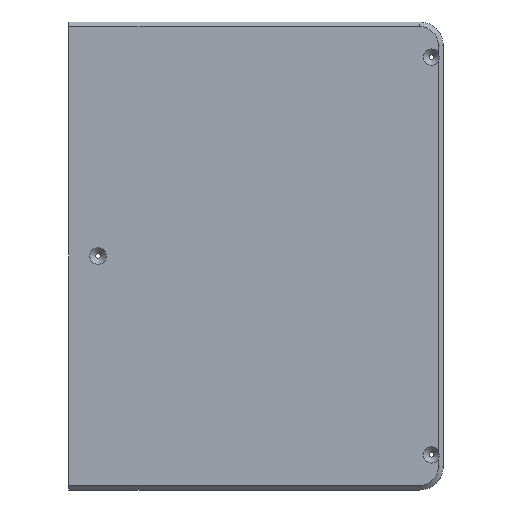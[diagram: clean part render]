
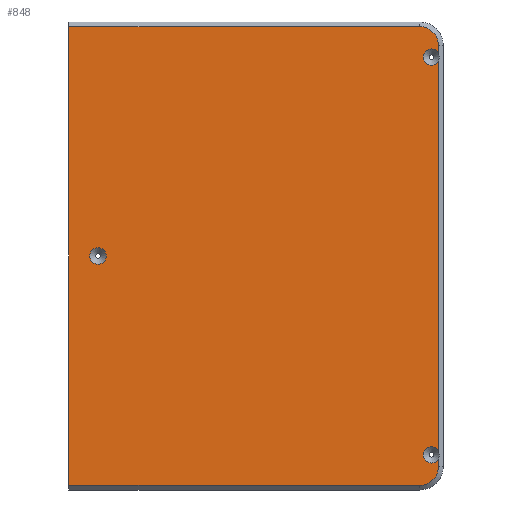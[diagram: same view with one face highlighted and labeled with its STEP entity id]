
A CAD part, front view. The second image highlights one B-rep face of the part: STEP entity #848.
In plain terms, the highlighted planar face has unit normal (0, -1, 0).
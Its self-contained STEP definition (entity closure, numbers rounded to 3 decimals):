
#50=FACE_BOUND('',#185,.T.);
#71=CIRCLE('',#922,8.);
#72=CIRCLE('',#923,3.5);
#73=CIRCLE('',#924,3.5);
#74=CIRCLE('',#925,3.5);
#75=CIRCLE('',#926,3.5);
#76=CIRCLE('',#927,8.);
#77=CIRCLE('',#928,3.5);
#125=FACE_OUTER_BOUND('',#184,.T.);
#184=EDGE_LOOP('',(#589,#590,#591,#592,#593,#594,#595,#596,#597,#598,#599,
#600));
#185=EDGE_LOOP('',(#601));
#268=LINE('',#1326,#328);
#273=LINE('',#1336,#333);
#274=LINE('',#1340,#334);
#275=LINE('',#1346,#335);
#276=LINE('',#1352,#336);
#277=LINE('',#1355,#337);
#328=VECTOR('',#1039,10.);
#333=VECTOR('',#1046,10.);
#334=VECTOR('',#1049,10.);
#335=VECTOR('',#1054,10.);
#336=VECTOR('',#1059,10.);
#337=VECTOR('',#1062,10.);
#388=VERTEX_POINT('',#1323);
#389=VERTEX_POINT('',#1325);
#393=VERTEX_POINT('',#1335);
#394=VERTEX_POINT('',#1337);
#395=VERTEX_POINT('',#1339);
#396=VERTEX_POINT('',#1341);
#397=VERTEX_POINT('',#1343);
#398=VERTEX_POINT('',#1345);
#399=VERTEX_POINT('',#1347);
#400=VERTEX_POINT('',#1349);
#401=VERTEX_POINT('',#1351);
#402=VERTEX_POINT('',#1353);
#403=VERTEX_POINT('',#1356);
#465=EDGE_CURVE('',#389,#388,#268,.T.);
#470=EDGE_CURVE('',#393,#388,#273,.T.);
#471=EDGE_CURVE('',#394,#393,#71,.T.);
#472=EDGE_CURVE('',#395,#394,#274,.T.);
#473=EDGE_CURVE('',#395,#396,#72,.T.);
#474=EDGE_CURVE('',#396,#397,#73,.T.);
#475=EDGE_CURVE('',#398,#397,#275,.T.);
#476=EDGE_CURVE('',#398,#399,#74,.T.);
#477=EDGE_CURVE('',#399,#400,#75,.T.);
#478=EDGE_CURVE('',#401,#400,#276,.T.);
#479=EDGE_CURVE('',#402,#401,#76,.T.);
#480=EDGE_CURVE('',#389,#402,#277,.T.);
#481=EDGE_CURVE('',#403,#403,#77,.T.);
#589=ORIENTED_EDGE('',*,*,#465,.T.);
#590=ORIENTED_EDGE('',*,*,#470,.F.);
#591=ORIENTED_EDGE('',*,*,#471,.F.);
#592=ORIENTED_EDGE('',*,*,#472,.F.);
#593=ORIENTED_EDGE('',*,*,#473,.T.);
#594=ORIENTED_EDGE('',*,*,#474,.T.);
#595=ORIENTED_EDGE('',*,*,#475,.F.);
#596=ORIENTED_EDGE('',*,*,#476,.T.);
#597=ORIENTED_EDGE('',*,*,#477,.T.);
#598=ORIENTED_EDGE('',*,*,#478,.F.);
#599=ORIENTED_EDGE('',*,*,#479,.F.);
#600=ORIENTED_EDGE('',*,*,#480,.F.);
#601=ORIENTED_EDGE('',*,*,#481,.T.);
#818=PLANE('',#921);
#848=ADVANCED_FACE('',(#125,#50),#818,.T.);
#921=AXIS2_PLACEMENT_3D('',#1334,#1044,#1045);
#922=AXIS2_PLACEMENT_3D('',#1338,#1047,#1048);
#923=AXIS2_PLACEMENT_3D('',#1342,#1050,#1051);
#924=AXIS2_PLACEMENT_3D('',#1344,#1052,#1053);
#925=AXIS2_PLACEMENT_3D('',#1348,#1055,#1056);
#926=AXIS2_PLACEMENT_3D('',#1350,#1057,#1058);
#927=AXIS2_PLACEMENT_3D('',#1354,#1060,#1061);
#928=AXIS2_PLACEMENT_3D('',#1357,#1063,#1064);
#1039=DIRECTION('',(0.,0.,-1.));
#1044=DIRECTION('center_axis',(0.,-1.,0.));
#1045=DIRECTION('ref_axis',(1.,0.,0.));
#1046=DIRECTION('',(-1.,0.,0.));
#1047=DIRECTION('center_axis',(0.,1.,0.));
#1048=DIRECTION('ref_axis',(0.,0.,-1.));
#1049=DIRECTION('',(0.,0.,-1.));
#1050=DIRECTION('center_axis',(0.,1.,0.));
#1051=DIRECTION('ref_axis',(1.,0.,0.));
#1052=DIRECTION('center_axis',(0.,1.,0.));
#1053=DIRECTION('ref_axis',(1.,0.,0.));
#1054=DIRECTION('',(0.,0.,-1.));
#1055=DIRECTION('center_axis',(0.,1.,0.));
#1056=DIRECTION('ref_axis',(1.,0.,0.));
#1057=DIRECTION('center_axis',(0.,1.,0.));
#1058=DIRECTION('ref_axis',(1.,0.,0.));
#1059=DIRECTION('',(0.,0.,-1.));
#1060=DIRECTION('center_axis',(0.,1.,0.));
#1061=DIRECTION('ref_axis',(1.,0.,0.));
#1062=DIRECTION('',(1.,0.,0.));
#1063=DIRECTION('center_axis',(0.,1.,0.));
#1064=DIRECTION('ref_axis',(1.,0.,0.));
#1323=CARTESIAN_POINT('',(289.,-35.,-8.));
#1325=CARTESIAN_POINT('',(289.,-35.,188.));
#1326=CARTESIAN_POINT('',(289.,-35.,90.));
#1334=CARTESIAN_POINT('Origin',(217.,-35.,90.));
#1335=CARTESIAN_POINT('',(439.,-35.,-8.));
#1336=CARTESIAN_POINT('',(106.,-35.,-8.));
#1337=CARTESIAN_POINT('',(447.,-35.,0.));
#1338=CARTESIAN_POINT('Origin',(439.,-35.,0.));
#1339=CARTESIAN_POINT('',(447.,-35.,3.197));
#1340=CARTESIAN_POINT('',(447.,-35.,45.));
#1341=CARTESIAN_POINT('',(440.5,-35.,5.));
#1342=CARTESIAN_POINT('Origin',(444.,-35.,5.));
#1343=CARTESIAN_POINT('',(447.,-35.,6.803));
#1344=CARTESIAN_POINT('Origin',(444.,-35.,5.));
#1345=CARTESIAN_POINT('',(447.,-35.,173.197));
#1346=CARTESIAN_POINT('',(447.,-35.,45.));
#1347=CARTESIAN_POINT('',(440.5,-35.,175.));
#1348=CARTESIAN_POINT('Origin',(444.,-35.,175.));
#1349=CARTESIAN_POINT('',(447.,-35.,176.803));
#1350=CARTESIAN_POINT('Origin',(444.,-35.,175.));
#1351=CARTESIAN_POINT('',(447.,-35.,180.));
#1352=CARTESIAN_POINT('',(447.,-35.,45.));
#1353=CARTESIAN_POINT('',(439.,-35.,188.));
#1354=CARTESIAN_POINT('Origin',(439.,-35.,180.));
#1355=CARTESIAN_POINT('',(328.,-35.,188.));
#1356=CARTESIAN_POINT('',(298.,-35.,90.));
#1357=CARTESIAN_POINT('Origin',(301.5,-35.,90.));
